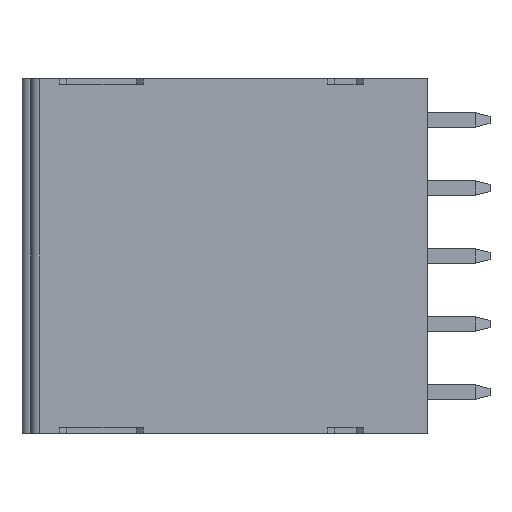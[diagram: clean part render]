
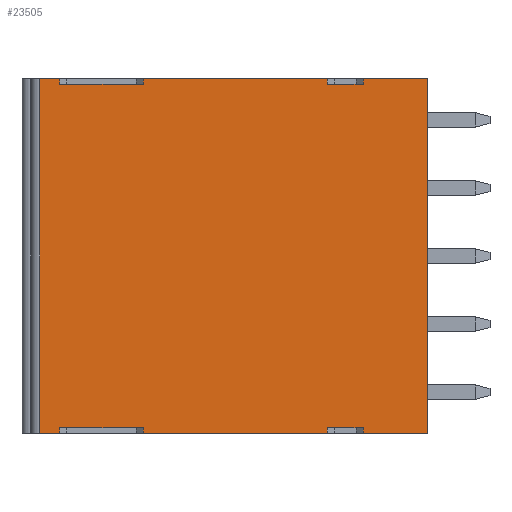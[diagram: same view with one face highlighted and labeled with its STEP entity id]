
A CAD part, front view. The second image highlights one B-rep face of the part: STEP entity #23505.
In plain terms, the highlighted planar face has unit normal (0, -1, 0).
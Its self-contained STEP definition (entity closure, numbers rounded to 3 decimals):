
#7194=DIRECTION('',(-1.,0.,0.));
#7195=VECTOR('',#7194,10.3);
#7196=CARTESIAN_POINT('',(-5.594,0.,-89.343));
#7197=LINE('',#7196,#7195);
#7206=DIRECTION('',(-1.,0.,0.));
#7207=VECTOR('',#7206,1.1);
#7208=CARTESIAN_POINT('',(-20.594,0.,-89.343));
#7209=LINE('',#7208,#7207);
#7249=DIRECTION('',(-1.,0.,0.));
#7250=VECTOR('',#7249,3.6);
#7251=CARTESIAN_POINT('',(0.006,0.,-89.343));
#7252=LINE('',#7251,#7250);
#7265=DIRECTION('',(0.,0.,-1.));
#7266=VECTOR('',#7265,19.84);
#7267=CARTESIAN_POINT('',(0.006,0.,-89.343));
#7268=LINE('',#7267,#7266);
#7269=DIRECTION('',(-1.,0.,0.));
#7270=VECTOR('',#7269,2.);
#7271=CARTESIAN_POINT('',(-3.594,0.,-108.883));
#7272=LINE('',#7271,#7270);
#7273=DIRECTION('',(0.,0.,-1.));
#7274=VECTOR('',#7273,0.3);
#7275=CARTESIAN_POINT('',(-5.594,0.,
-108.883));
#7276=LINE('',#7275,#7274);
#7277=DIRECTION('',(-1.,0.,0.));
#7278=VECTOR('',#7277,4.7);
#7279=CARTESIAN_POINT('',(-15.894,0.,
-108.883));
#7280=LINE('',#7279,#7278);
#7281=DIRECTION('',(0.,0.,-1.));
#7282=VECTOR('',#7281,0.3);
#7283=CARTESIAN_POINT('',(-20.594,0.,-89.343));
#7284=LINE('',#7283,#7282);
#7285=DIRECTION('',(0.,0.,1.));
#7286=VECTOR('',#7285,0.3);
#7287=CARTESIAN_POINT('',(-15.894,0.,
-89.643));
#7288=LINE('',#7287,#7286);
#7289=DIRECTION('',(0.,0.,1.));
#7290=VECTOR('',#7289,0.3);
#7291=CARTESIAN_POINT('',(-3.594,0.,-89.643));
#7292=LINE('',#7291,#7290);
#7293=DIRECTION('',(1.,0.,0.));
#7294=VECTOR('',#7293,10.3);
#7295=CARTESIAN_POINT('',(-15.894,0.,-109.183));
#7296=LINE('',#7295,#7294);
#7305=DIRECTION('',(1.,0.,0.));
#7306=VECTOR('',#7305,3.6);
#7307=CARTESIAN_POINT('',(-3.594,0.,
-109.183));
#7308=LINE('',#7307,#7306);
#7340=DIRECTION('',(1.,0.,0.));
#7341=VECTOR('',#7340,1.1);
#7342=CARTESIAN_POINT('',(-21.694,0.,-109.183));
#7343=LINE('',#7342,#7341);
#7368=DIRECTION('',(0.,0.,-1.));
#7369=VECTOR('',#7368,0.3);
#7370=CARTESIAN_POINT('',(-3.594,0.,-108.883));
#7371=LINE('',#7370,#7369);
#7404=DIRECTION('',(0.,0.,-1.));
#7405=VECTOR('',#7404,19.84);
#7406=CARTESIAN_POINT('',(-21.694,0.,-89.343));
#7407=LINE('',#7406,#7405);
#7412=DIRECTION('',(0.,0.,1.));
#7413=VECTOR('',#7412,0.3);
#7414=CARTESIAN_POINT('',(-20.594,0.,-109.183));
#7415=LINE('',#7414,#7413);
#7428=DIRECTION('',(0.,0.,-1.));
#7429=VECTOR('',#7428,0.3);
#7430=CARTESIAN_POINT('',(-15.894,0.,
-108.883));
#7431=LINE('',#7430,#7429);
#7464=DIRECTION('',(-1.,0.,0.));
#7465=VECTOR('',#7464,4.7);
#7466=CARTESIAN_POINT('',(-15.894,0.,
-89.643));
#7467=LINE('',#7466,#7465);
#7468=DIRECTION('',(0.,0.,1.));
#7469=VECTOR('',#7468,0.3);
#7470=CARTESIAN_POINT('',(-5.594,0.,
-89.643));
#7471=LINE('',#7470,#7469);
#7476=DIRECTION('',(-1.,0.,0.));
#7477=VECTOR('',#7476,2.);
#7478=CARTESIAN_POINT('',(-3.594,0.,-89.643));
#7479=LINE('',#7478,#7477);
#11699=CARTESIAN_POINT('',(-15.894,0.,
-89.643));
#11700=CARTESIAN_POINT('',(-20.594,0.,
-89.643));
#11701=VERTEX_POINT('',#11699);
#11702=VERTEX_POINT('',#11700);
#11703=CARTESIAN_POINT('',(-5.594,0.,
-89.643));
#11704=CARTESIAN_POINT('',(-5.594,0.,-89.343));
#11705=VERTEX_POINT('',#11703);
#11706=VERTEX_POINT('',#11704);
#11707=CARTESIAN_POINT('',(-3.594,0.,-89.643));
#11708=VERTEX_POINT('',#11707);
#11709=CARTESIAN_POINT('',(-3.594,0.,
-89.343));
#11710=VERTEX_POINT('',#11709);
#11711=CARTESIAN_POINT('',(-21.694,0.,-89.343));
#11713=VERTEX_POINT('',#11711);
#12661=CARTESIAN_POINT('',(0.006,0.,-89.343));
#12663=VERTEX_POINT('',#12661);
#12666=CARTESIAN_POINT('',(-20.594,0.,-89.343));
#12668=VERTEX_POINT('',#12666);
#12671=CARTESIAN_POINT('',(-15.894,0.,-89.343));
#12672=VERTEX_POINT('',#12671);
#13280=CARTESIAN_POINT('',(-3.594,0.,-108.883));
#13281=CARTESIAN_POINT('',(-3.594,0.,
-109.183));
#13282=VERTEX_POINT('',#13280);
#13283=VERTEX_POINT('',#13281);
#13284=CARTESIAN_POINT('',(-5.594,0.,
-108.883));
#13285=VERTEX_POINT('',#13284);
#13286=CARTESIAN_POINT('',(-5.594,0.,-109.183));
#13287=VERTEX_POINT('',#13286);
#13288=CARTESIAN_POINT('',(-15.894,0.,
-108.883));
#13289=CARTESIAN_POINT('',(-20.594,0.,
-108.883));
#13290=VERTEX_POINT('',#13288);
#13291=VERTEX_POINT('',#13289);
#13293=CARTESIAN_POINT('',(-21.694,0.,-109.183));
#13295=VERTEX_POINT('',#13293);
#13324=CARTESIAN_POINT('',(0.006,0.,-109.183));
#13326=VERTEX_POINT('',#13324);
#13329=CARTESIAN_POINT('',(-20.594,0.,-109.183));
#13331=VERTEX_POINT('',#13329);
#13334=CARTESIAN_POINT('',(-15.894,0.,-109.183));
#13335=VERTEX_POINT('',#13334);
#23462=CARTESIAN_POINT('',(0.006,0.,-101.168));
#23463=DIRECTION('',(0.,1.,0.));
#23464=DIRECTION('',(-1.,0.,0.));
#23465=AXIS2_PLACEMENT_3D('',#23462,#23463,#23464);
#23466=PLANE('',#23465);
#23467=ORIENTED_EDGE('',*,*,#13363,.T.);
#23469=ORIENTED_EDGE('',*,*,#23468,.F.);
#23471=ORIENTED_EDGE('',*,*,#23470,.F.);
#23473=ORIENTED_EDGE('',*,*,#23472,.T.);
#23475=ORIENTED_EDGE('',*,*,#23474,.T.);
#23477=ORIENTED_EDGE('',*,*,#23476,.F.);
#23479=ORIENTED_EDGE('',*,*,#23478,.F.);
#23481=ORIENTED_EDGE('',*,*,#23480,.T.);
#23483=ORIENTED_EDGE('',*,*,#23482,.F.);
#23485=ORIENTED_EDGE('',*,*,#23484,.F.);
#23487=ORIENTED_EDGE('',*,*,#23486,.F.);
#23488=ORIENTED_EDGE('',*,*,#23434,.F.);
#23490=ORIENTED_EDGE('',*,*,#23489,.T.);
#23492=ORIENTED_EDGE('',*,*,#23491,.F.);
#23494=ORIENTED_EDGE('',*,*,#23493,.T.);
#23495=ORIENTED_EDGE('',*,*,#23426,.F.);
#23497=ORIENTED_EDGE('',*,*,#23496,.F.);
#23499=ORIENTED_EDGE('',*,*,#23498,.F.);
#23501=ORIENTED_EDGE('',*,*,#23500,.T.);
#23502=ORIENTED_EDGE('',*,*,#23451,.F.);
#23503=EDGE_LOOP('',(#23467,#23469,#23471,#23473,#23475,#23477,#23479,#23481,
#23483,#23485,#23487,#23488,#23490,#23492,#23494,#23495,#23497,#23499,#23501,
#23502));
#23504=FACE_OUTER_BOUND('',#23503,.F.);
#13363=EDGE_CURVE('',#12663,#13326,#7268,.T.);
#23426=EDGE_CURVE('',#11706,#12672,#7197,.T.);
#23434=EDGE_CURVE('',#12668,#11713,#7209,.T.);
#23451=EDGE_CURVE('',#12663,#11710,#7252,.T.);
#23468=EDGE_CURVE('',#13283,#13326,#7308,.T.);
#23470=EDGE_CURVE('',#13282,#13283,#7371,.T.);
#23472=EDGE_CURVE('',#13282,#13285,#7272,.T.);
#23474=EDGE_CURVE('',#13285,#13287,#7276,.T.);
#23476=EDGE_CURVE('',#13335,#13287,#7296,.T.);
#23478=EDGE_CURVE('',#13290,#13335,#7431,.T.);
#23480=EDGE_CURVE('',#13290,#13291,#7280,.T.);
#23482=EDGE_CURVE('',#13331,#13291,#7415,.T.);
#23484=EDGE_CURVE('',#13295,#13331,#7343,.T.);
#23486=EDGE_CURVE('',#11713,#13295,#7407,.T.);
#23489=EDGE_CURVE('',#12668,#11702,#7284,.T.);
#23491=EDGE_CURVE('',#11701,#11702,#7467,.T.);
#23493=EDGE_CURVE('',#11701,#12672,#7288,.T.);
#23496=EDGE_CURVE('',#11705,#11706,#7471,.T.);
#23498=EDGE_CURVE('',#11708,#11705,#7479,.T.);
#23500=EDGE_CURVE('',#11708,#11710,#7292,.T.);
#23505=ADVANCED_FACE('',(#23504),#23466,.F.);
